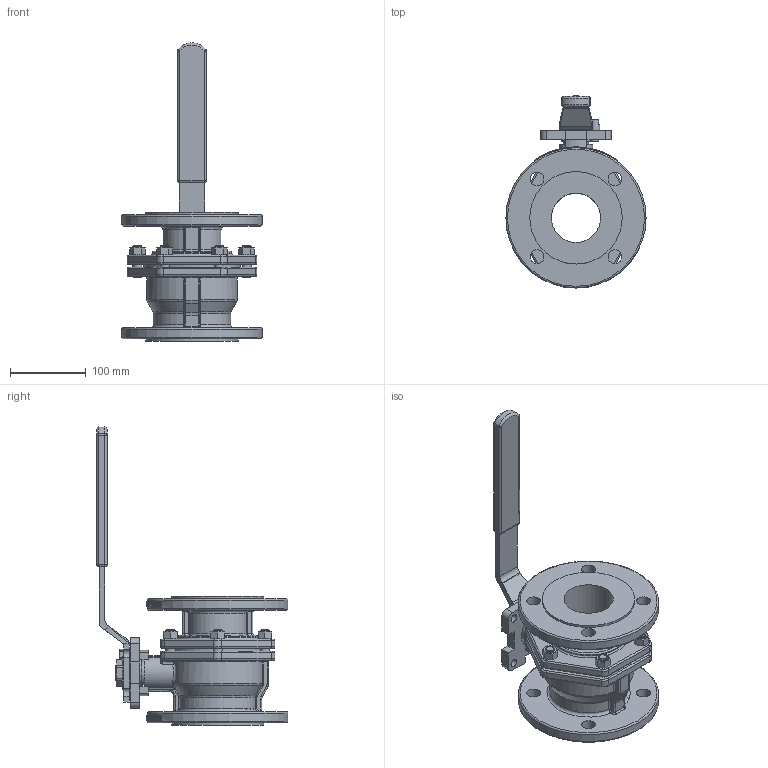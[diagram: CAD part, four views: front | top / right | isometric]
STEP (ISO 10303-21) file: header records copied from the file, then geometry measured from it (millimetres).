
FILE_DESCRIPTION(/* description */ ('765065'),/* implementation_level */ '2;1');
FILE_NAME(/* name */ '765065.stp',/* time_stamp */ '2017-04-14T13:54:20+02:00',/* author */ ('jmorand'),/* organization */ ('Sferaco'),/* preprocessor_version */ 'ST-DEVELOPER v16.5',/* originating_system */ 'Autodesk Inventor 2017',/* authorisation */ '');
FILE_SCHEMA (('AUTOMOTIVE_DESIGN { 1 0 10303 214 3 1 1 }'));
Products named in the file (1): 765065_bd
Bounding box: 185 x 253 x 393.92 mm (x, y, z)
Volume: 2039190.8 mm3; surface area: 307184 mm2
Topology: 1 solids, 3 shells, 1978 faces, 5268 edges, 3428 vertices
Faces by surface type: bspline 806, plane 778, cylinder 280, torus 67, cone 33, sphere 14
Full cylindrical faces by diameter (mm): 10 x1, 11 x4, 12 x12, 12.5 x6, 13 x1, 18 x8, 20.752 x1, 24 x1, 24.5 x3, 33 x1, 38 x1, 44 x2, 45 x1, 55 x1, 65 x1, 105 x1, 122 x2, 127 x1, 185 x2
Entity records: 78322 total; most frequent: CARTESIAN_POINT 32409, ORIENTED_EDGE 10342, DIRECTION 6725, EDGE_CURVE 5171, VERTEX_POINT 3415, LINE 2585, VECTOR 2585, EDGE_LOOP 2262
